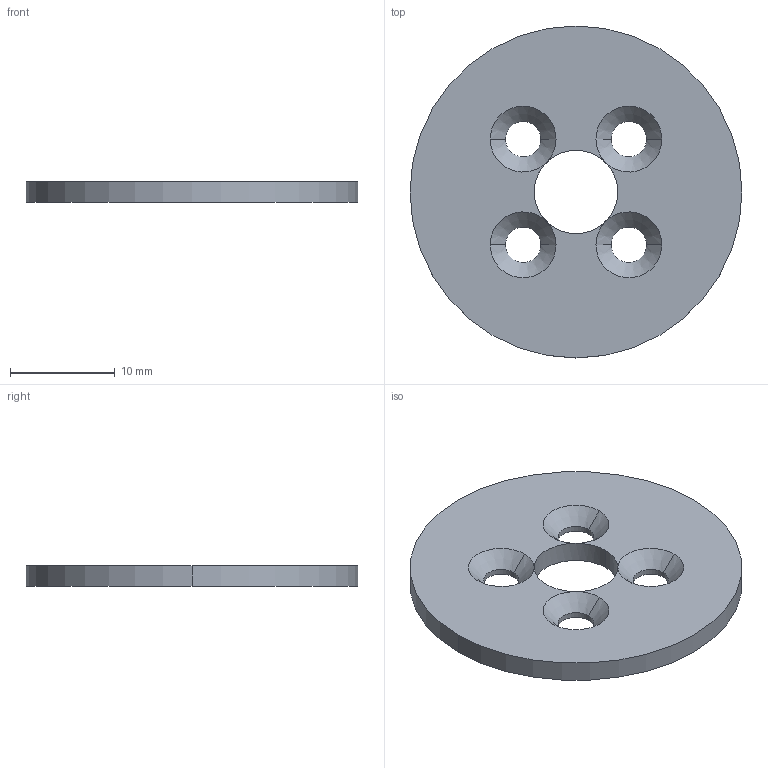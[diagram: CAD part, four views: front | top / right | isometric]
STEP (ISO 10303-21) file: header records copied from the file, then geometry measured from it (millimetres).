
FILE_DESCRIPTION (( 'STEP AP203' ), '1' );
FILE_NAME ('J3 spindle retainer.STEP', '2017-03-18T00:35:22', ( '' ), ( '' ), 'SwSTEP 2.0', 'SolidWorks 2015', '' );
FILE_SCHEMA (( 'CONFIG_CONTROL_DESIGN' ));
Length unit declared in the file: millimetre
Products named in the file (1): J3 spindle retainer
Bounding box: 31.75 x 31.75 x 2 mm (x, y, z)
Volume: 1352.6 mm3; surface area: 1720.2 mm2
Topology: 1 solids, 1 shells, 22 faces, 60 edges, 36 vertices
Faces by surface type: cylinder 12, cone 8, plane 2
Entity records: 805 total; most frequent: DIRECTION 146, ORIENTED_EDGE 120, CARTESIAN_POINT 119, AXIS2_PLACEMENT_3D 63, EDGE_CURVE 60, CIRCLE 40, VERTEX_POINT 36, EDGE_LOOP 28
